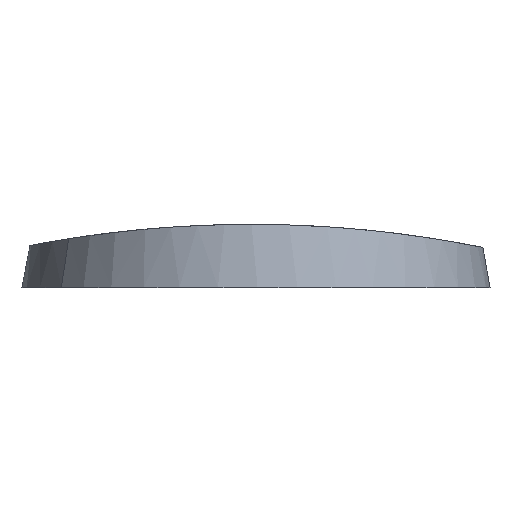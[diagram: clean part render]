
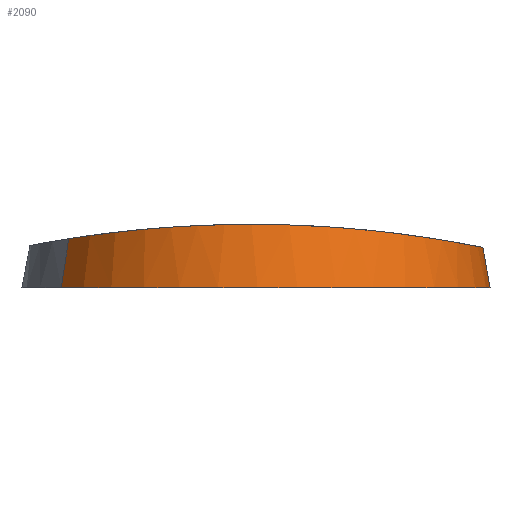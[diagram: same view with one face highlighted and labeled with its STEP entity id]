
A CAD part, left-side view. The second image highlights one B-rep face of the part: STEP entity #2090.
In plain terms, the highlighted conical face has half-angle 10 degrees and reference radius 11.75 mm.
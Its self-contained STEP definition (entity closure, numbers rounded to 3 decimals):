
#75=CONICAL_SURFACE('',#2240,11.75,0.175);
#164=FACE_OUTER_BOUND('',#274,.T.);
#274=EDGE_LOOP('',(#1548,#1549,#1550,#1551,#1552));
#356=CIRCLE('',#2241,11.75);
#396=B_SPLINE_CURVE_WITH_KNOTS('',3,(#3947,#3948,#3949,#3950,#3951,#3952,
#3953,#3954),.UNSPECIFIED.,.F.,.F.,(4,2,2,4),(3.957,4.258,
4.683,5.057),.UNSPECIFIED.);
#397=B_SPLINE_CURVE_WITH_KNOTS('',3,(#3956,#3957,#3958,#3959,#3960,#3961,
#3962,#3963,#3964,#3965,#3966,#3967),.UNSPECIFIED.,.F.,.F.,(4,2,2,2,2,4),
(5.057,5.107,5.532,5.958,6.385,
6.795),.UNSPECIFIED.);
#450=LINE('',#3920,#654);
#457=LINE('',#3988,#661);
#654=VECTOR('',#2495,10.);
#661=VECTOR('',#2516,10.);
#888=VERTEX_POINT('',#3918);
#889=VERTEX_POINT('',#3919);
#893=VERTEX_POINT('',#3946);
#894=VERTEX_POINT('',#3955);
#896=VERTEX_POINT('',#3987);
#1125=EDGE_CURVE('',#888,#889,#450,.T.);
#1132=EDGE_CURVE('',#889,#893,#396,.T.);
#1133=EDGE_CURVE('',#893,#894,#397,.T.);
#1139=EDGE_CURVE('',#896,#894,#457,.T.);
#1141=EDGE_CURVE('',#888,#896,#356,.T.);
#1548=ORIENTED_EDGE('',*,*,#1139,.T.);
#1549=ORIENTED_EDGE('',*,*,#1133,.F.);
#1550=ORIENTED_EDGE('',*,*,#1132,.F.);
#1551=ORIENTED_EDGE('',*,*,#1125,.F.);
#1552=ORIENTED_EDGE('',*,*,#1141,.T.);
#2090=ADVANCED_FACE('',(#164),#75,.T.);
#2240=AXIS2_PLACEMENT_3D('',#3990,#2519,#2520);
#2241=AXIS2_PLACEMENT_3D('',#3991,#2521,#2522);
#2495=DIRECTION('',(0.084,-0.152,0.985));
#2516=DIRECTION('',(0.003,0.174,0.985));
#2519=DIRECTION('center_axis',(0.,0.,-1.));
#2520=DIRECTION('ref_axis',(-0.486,0.874,0.));
#2521=DIRECTION('center_axis',(0.,0.,1.));
#2522=DIRECTION('ref_axis',(-0.486,0.874,0.));
#3918=CARTESIAN_POINT('',(6.041,-2.016,0.));
#3919=CARTESIAN_POINT('',(6.256,-2.403,2.512));
#3920=CARTESIAN_POINT('',(6.041,-2.016,0.));
#3946=CARTESIAN_POINT('',(0.584,-11.785,3.25));
#3947=CARTESIAN_POINT('Ctrl Pts',(6.256,-2.403,2.512));
#3948=CARTESIAN_POINT('Ctrl Pts',(5.34,-2.929,2.595));
#3949=CARTESIAN_POINT('Ctrl Pts',(4.511,-3.583,2.691));
#3950=CARTESIAN_POINT('Ctrl Pts',(2.83,-5.307,2.908));
#3951=CARTESIAN_POINT('Ctrl Pts',(1.98,-6.58,3.04));
#3952=CARTESIAN_POINT('Ctrl Pts',(0.918,-9.199,3.207));
#3953=CARTESIAN_POINT('Ctrl Pts',(0.641,-10.519,3.25));
#3954=CARTESIAN_POINT('Ctrl Pts',(0.584,-11.785,3.25));
#3955=CARTESIAN_POINT('',(11.575,-23.671,2.061));
#3956=CARTESIAN_POINT('Ctrl Pts',(0.584,-11.785,3.25));
#3957=CARTESIAN_POINT('Ctrl Pts',(0.577,-11.953,3.25));
#3958=CARTESIAN_POINT('Ctrl Pts',(0.573,-12.12,3.249));
#3959=CARTESIAN_POINT('Ctrl Pts',(0.571,-13.704,3.236));
#3960=CARTESIAN_POINT('Ctrl Pts',(0.845,-15.216,3.168));
#3961=CARTESIAN_POINT('Ctrl Pts',(1.968,-18.005,2.943));
#3962=CARTESIAN_POINT('Ctrl Pts',(2.816,-19.28,2.789));
#3963=CARTESIAN_POINT('Ctrl Pts',(4.786,-21.309,2.498));
#3964=CARTESIAN_POINT('Ctrl Pts',(6.043,-22.196,2.343));
#3965=CARTESIAN_POINT('Ctrl Pts',(8.756,-23.354,2.127));
#3966=CARTESIAN_POINT('Ctrl Pts',(10.202,-23.649,2.065));
#3967=CARTESIAN_POINT('Ctrl Pts',(11.575,-23.671,2.061));
#3987=CARTESIAN_POINT('',(11.57,-24.034,0.));
#3988=CARTESIAN_POINT('',(11.57,-24.034,0.));
#3990=CARTESIAN_POINT('Origin',(11.75,-12.285,0.));
#3991=CARTESIAN_POINT('Origin',(11.75,-12.285,0.));
